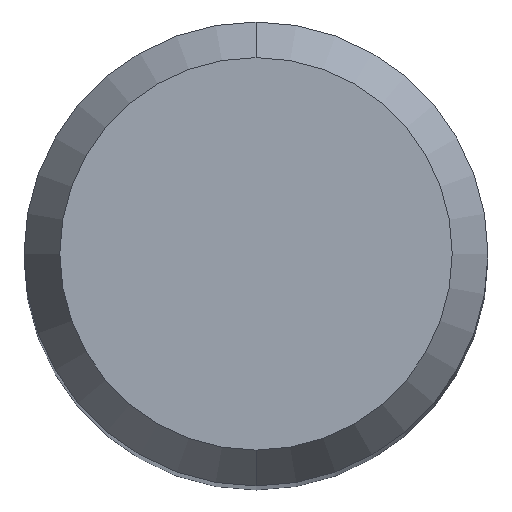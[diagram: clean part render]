
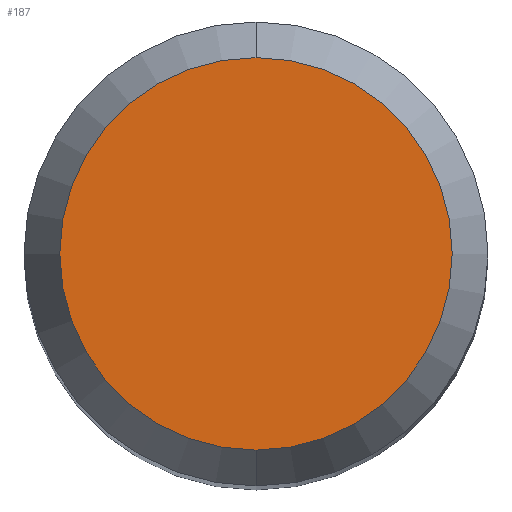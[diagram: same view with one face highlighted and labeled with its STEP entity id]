
A CAD part, top view. The second image highlights one B-rep face of the part: STEP entity #187.
In plain terms, the highlighted planar face has unit normal (0, 0, 1).
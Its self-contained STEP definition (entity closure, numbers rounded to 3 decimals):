
#187=ADVANCED_FACE('',(#468),#469,.T.);
#201=VERTEX_POINT('',#484);
#229=VERTEX_POINT('',#513);
#313=EDGE_CURVE('',#201,#229,#605,.T.);
#385=EDGE_CURVE('',#229,#201,#685,.T.);
#468=FACE_OUTER_BOUND('',#792,.T.);
#469=PLANE('',#793);
#484=CARTESIAN_POINT('',(0.,-2.538,29.896));
#513=CARTESIAN_POINT('',(0.0,2.538,29.896));
#605=CIRCLE('',#1146,2.538);
#685=CIRCLE('',#1274,2.538);
#792=EDGE_LOOP('',(#1388,#1389));
#793=AXIS2_PLACEMENT_3D('',#1390,#1391,#1392);
#1146=AXIS2_PLACEMENT_3D('',#1514,#1515,#1516);
#1274=AXIS2_PLACEMENT_3D('',#1626,#1627,#1628);
#1388=ORIENTED_EDGE('',*,*,#385,.F.);
#1389=ORIENTED_EDGE('',*,*,#313,.F.);
#1390=CARTESIAN_POINT('',(0.0,1.269,29.896));
#1391=DIRECTION('',(-0.0,0.0,1.0));
#1392=DIRECTION('',(0.0,-1.0,0.0));
#1514=CARTESIAN_POINT('',(0.0,0.0,29.896));
#1515=DIRECTION('',(0.0,0.0,-1.0));
#1516=DIRECTION('',(0.0,1.0,0.0));
#1626=CARTESIAN_POINT('',(0.0,0.0,29.896));
#1627=DIRECTION('',(0.0,0.0,-1.0));
#1628=DIRECTION('',(0.0,1.0,0.0));
